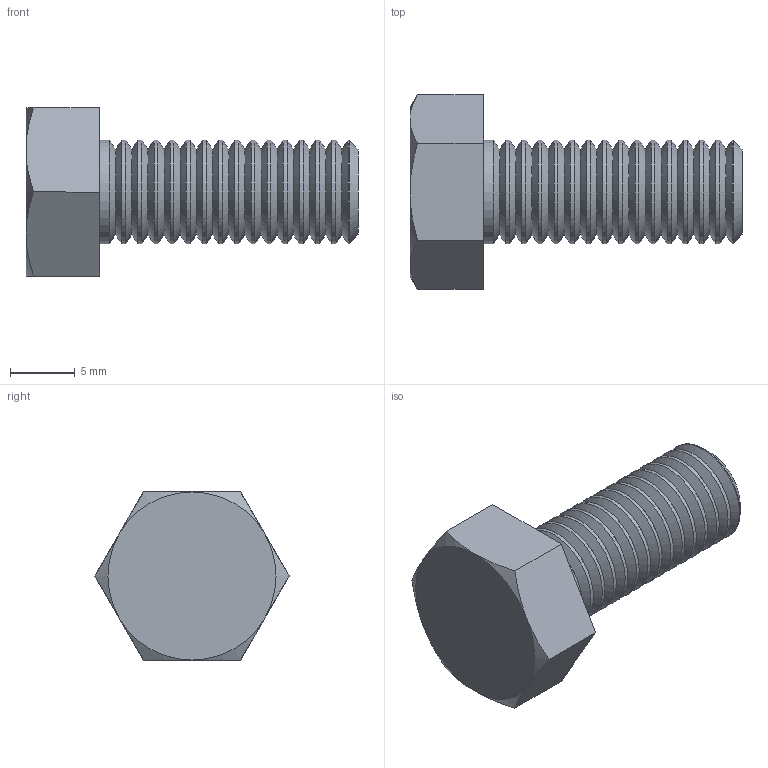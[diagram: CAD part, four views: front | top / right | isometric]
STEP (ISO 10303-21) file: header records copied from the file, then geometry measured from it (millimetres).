
FILE_DESCRIPTION (( 'STEP AP203' ), '1' );
FILE_NAME ('CLP1M-B-8-20 令腧 耱桡疣眄 󋔊0.STEP', '2016-02-10T12:47:55', ( '' ), ( '' ), 'SwSTEP 2.0', 'SolidWorks 2014', '' );
FILE_SCHEMA (( 'CONFIG_CONTROL_DESIGN' ));
Length unit declared in the file: millimetre
Products named in the file (1): CLP1M-B-8-20 令腧 耱桡疣眄 󋔊0
Bounding box: 25.68 x 15.01 x 13 mm (x, y, z)
Volume: 1709.2 mm3; surface area: 1249.5 mm2
Topology: 1 solids, 1 shells, 62 faces, 127 edges, 68 vertices
Faces by surface type: cone 37, cylinder 16, plane 9
Full cylindrical faces by diameter (mm): 8 x16
Entity records: 1453 total; most frequent: CARTESIAN_POINT 275, DIRECTION 246, ORIENTED_EDGE 156, AXIS2_PLACEMENT_3D 117, EDGE_LOOP 110, FACE_OUTER_BOUND 78, EDGE_CURVE 78, VERTEX_POINT 66
